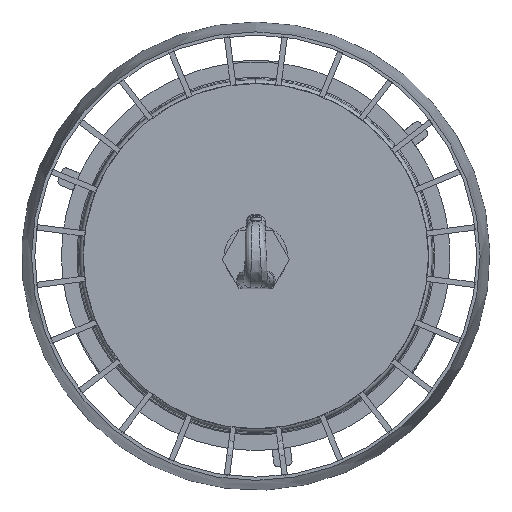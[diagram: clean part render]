
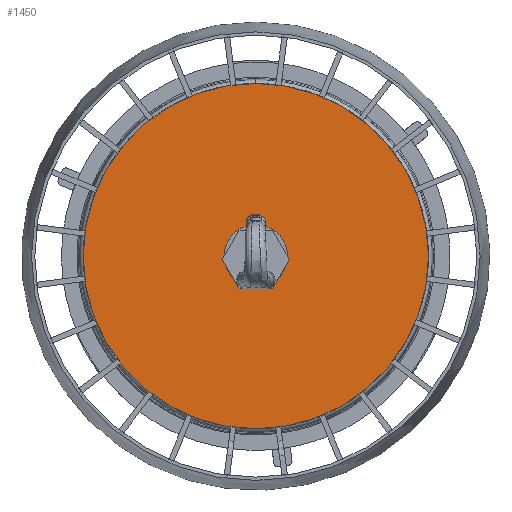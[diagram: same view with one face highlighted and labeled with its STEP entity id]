
A CAD part, front view. The second image highlights one B-rep face of the part: STEP entity #1450.
In plain terms, the highlighted face is planar.
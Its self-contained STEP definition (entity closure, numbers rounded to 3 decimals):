
#68 = VERTEX_POINT ( 'NONE', #14314 ) ;
#1450 = ADVANCED_FACE ( 'NONE', ( #6302 ), #8948, .F. ) ;
#1801 = CARTESIAN_POINT ( 'NONE',  ( -84.142, 0., -58. ) ) ;
#3386 = DIRECTION ( 'NONE',  ( 0., 1., 0. ) ) ;
#6302 = FACE_OUTER_BOUND ( 'NONE', #11907, .T. ) ;
#8904 = DIRECTION ( 'NONE',  ( 0., 1., 0. ) ) ;
#8948 = PLANE ( 'NONE',  #9609 ) ;
#9609 = AXIS2_PLACEMENT_3D ( 'NONE', #1801, #13254, #3386 ) ;
#11065 = ORIENTED_EDGE ( 'NONE', *, *, #14652, .F. ) ;
#11907 = EDGE_LOOP ( 'NONE', ( #11065 ) ) ;
#13254 = DIRECTION ( 'NONE',  ( 0., 0., -1. ) ) ;
#14314 = CARTESIAN_POINT ( 'NONE',  ( 0., 84.812, -58. ) ) ;
#14652 = EDGE_CURVE ( 'NONE', #68, #68, #15959, .T. ) ;
#15959 = CIRCLE ( 'NONE', #17162, 84.812 ) ;
#16024 = CARTESIAN_POINT ( 'NONE',  ( 0., 0., -58. ) ) ;
#17162 = AXIS2_PLACEMENT_3D ( 'NONE', #16024, #17521, #8904 ) ;
#17521 = DIRECTION ( 'NONE',  ( 0., 0., -1. ) ) ;
